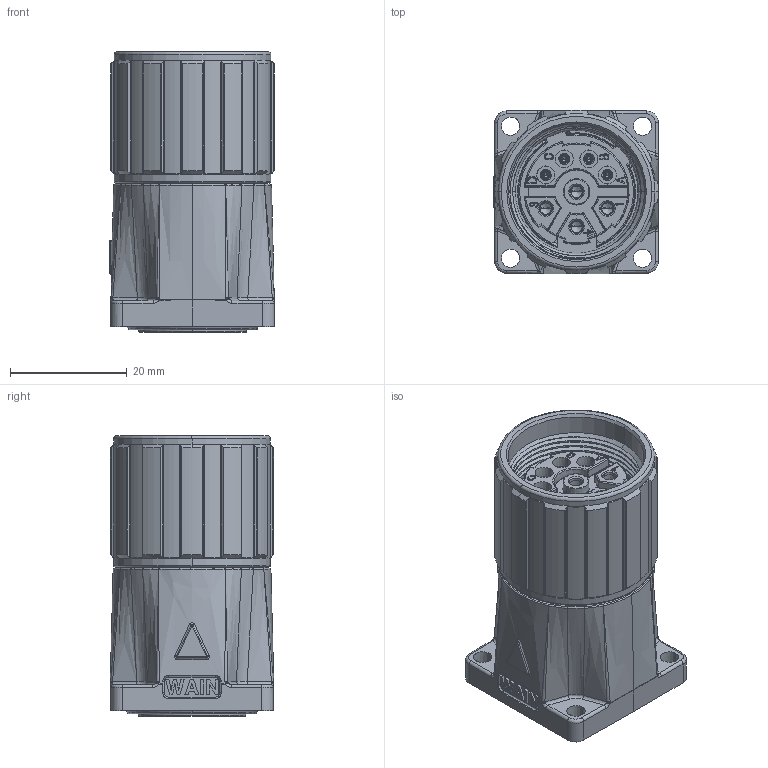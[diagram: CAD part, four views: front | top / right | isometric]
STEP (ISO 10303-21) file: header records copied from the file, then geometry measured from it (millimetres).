
FILE_DESCRIPTION((''),'2;1');
FILE_NAME('M23-FCXX-BK28_SW0002','2021-10-11T',('gy.ye'),(''),'PRO/ENGINEER BY PARAMETRIC TECHNOLOGY CORPORATION, 2012480','PRO/ENGINEER BY PARAMETRIC TECHNOLOGY CORPORATION, 2012480','');
FILE_SCHEMA(('CONFIG_CONTROL_DESIGN'));
Products named in the file (1): M23-FCXX-BK28_SW0002
Bounding box: 28.2 x 28 x 48.05 mm (x, y, z)
Volume: 22605.6 mm3; surface area: 20479.1 mm2
Topology: 6 solids, 13 shells, 2126 faces, 5778 edges, 3608 vertices
Faces by surface type: cone 579, plane 568, cylinder 413, bspline 284, torus 175, extrusion 68, sphere 39
Entity records: 111933 total; most frequent: CARTESIAN_POINT 49911, ORIENTED_EDGE 11504, DIRECTION 9181, EDGE_CURVE 5752, AXIS2_PLACEMENT_3D 3703, VERTEX_POINT 3608, EDGE_LOOP 2240, B_SPLINE_CURVE_WITH_KNOTS 2184
